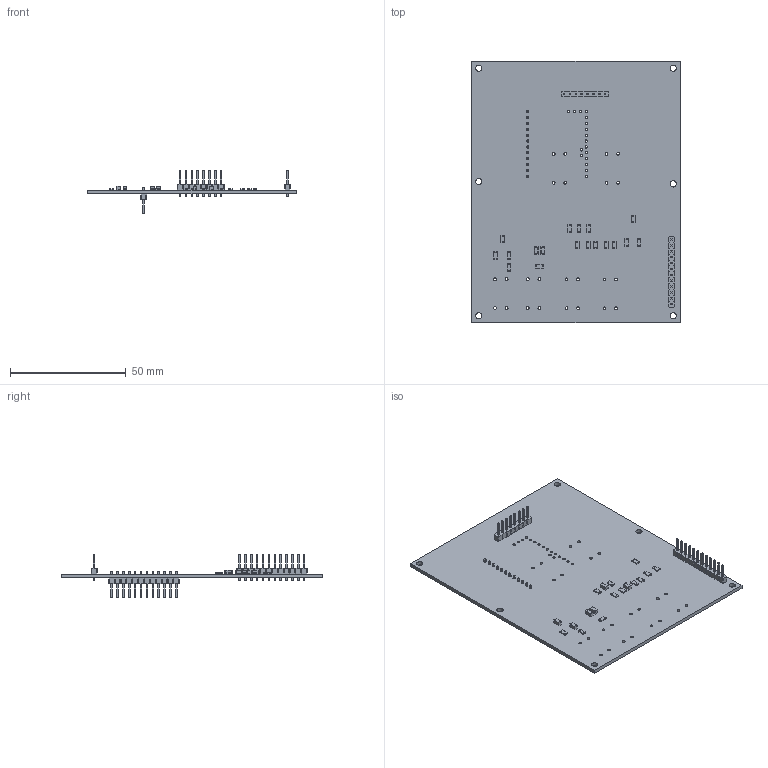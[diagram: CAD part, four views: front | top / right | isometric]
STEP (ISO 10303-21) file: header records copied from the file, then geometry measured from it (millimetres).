
FILE_DESCRIPTION(('KiCad electronic assembly'),'2;1');
FILE_NAME('Display.step','2019-03-27T16:12:37',('An Author'),( 'A Company'),'Open CASCADE STEP processor 6.9', 'KiCad to STEP converter','Unknown');
FILE_SCHEMA(('AUTOMOTIVE_DESIGN { 1 0 10303 214 1 1 1 1 }'));
Length unit declared in the file: millimetre
Products named in the file (10): Open CASCADE STEP translator 6.9 1; PinHeader_1x12_P2.54mm_Vertical; SOLID; PinHeader_1x08_P2.54mm_Vertical; R_1206_3216Metric; C_1206_3216Metric; COMPOUND
Assembly tree (26 placements, depth 3):
  Open CASCADE STEP translator 6.9 1
    PinHeader_1x12_P2.54mm_Vertical  x2
      SOLID
    PinHeader_1x08_P2.54mm_Vertical
      SOLID
    R_1206_3216Metric  x12
      SOLID
    C_1206_3216Metric  x6
      SOLID
    COMPOUND
Bounding box: 90 x 113 x 18.78 mm (x, y, z)
Volume: 16818.8 mm3; surface area: 23200.4 mm2
Topology: 22 solids, 22 shells, 1345 faces, 3371 edges, 2146 vertices
Faces by surface type: plane 1098, cylinder 247
Full cylindrical faces by diameter (mm): 1 x49, 1.2 x24, 2.7 x6
Entity records: 43013 total; most frequent: CARTESIAN_POINT 6443, DIRECTION 6169, LINE 4287, VECTOR 4287, ORIENTED_EDGE 3122, PCURVE 3122, DEFINITIONAL_REPRESENTATION 3122, EDGE_CURVE 1561
